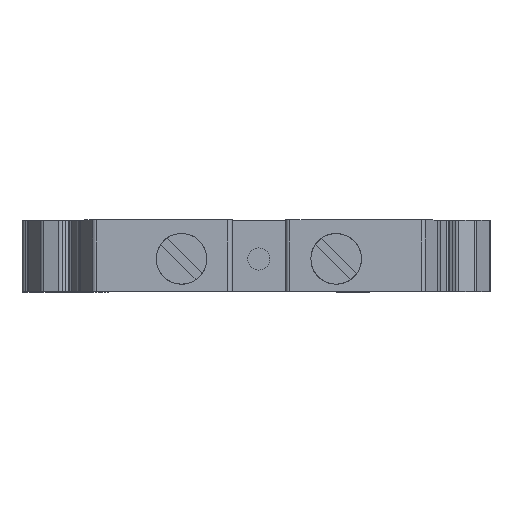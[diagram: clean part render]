
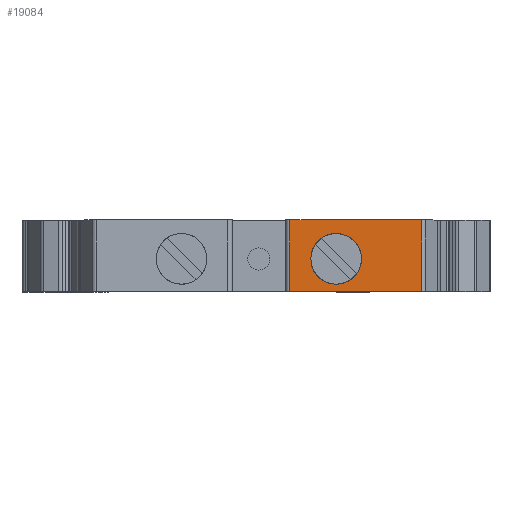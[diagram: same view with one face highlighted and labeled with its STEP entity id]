
A CAD part, top view. The second image highlights one B-rep face of the part: STEP entity #19084.
In plain terms, the highlighted planar face has unit normal (0, 0, 1).
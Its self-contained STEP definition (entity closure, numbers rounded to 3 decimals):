
#248 = DIRECTION ( 'NONE',  ( 0., -1., 0. ) ) ;
#422 = AXIS2_PLACEMENT_3D ( 'NONE', #7018, #19570, #16861 ) ;
#1156 = LINE ( 'NONE', #4309, #16921 ) ;
#1992 = VERTEX_POINT ( 'NONE', #31139 ) ;
#3150 = VECTOR ( 'NONE', #5948, 1000. ) ;
#3338 = CARTESIAN_POINT ( 'NONE',  ( -11.5, 3.625, 55.549 ) ) ;
#3795 = CIRCLE ( 'NONE', #8103, 2.85 ) ;
#3850 = ORIENTED_EDGE ( 'NONE', *, *, #18405, .F. ) ;
#3869 = VERTEX_POINT ( 'NONE', #18613 ) ;
#4309 = CARTESIAN_POINT ( 'NONE',  ( -5.8, 0., 55.549 ) ) ;
#4949 = VERTEX_POINT ( 'NONE', #3338 ) ;
#5596 = ORIENTED_EDGE ( 'NONE', *, *, #23131, .F. ) ;
#5948 = DIRECTION ( 'NONE',  ( 0., -1., 0. ) ) ;
#6442 = VECTOR ( 'NONE', #248, 1000. ) ;
#7018 = CARTESIAN_POINT ( 'NONE',  ( -8.65, 3.625, 55.549 ) ) ;
#7116 = EDGE_CURVE ( 'NONE', #1992, #13028, #1156, .T. ) ;
#7648 = CARTESIAN_POINT ( 'NONE',  ( 0.961, 6., 55.549 ) ) ;
#8103 = AXIS2_PLACEMENT_3D ( 'NONE', #18804, #28993, #16745 ) ;
#8209 = EDGE_CURVE ( 'NONE', #9109, #18633, #27879, .T. ) ;
#9019 = CARTESIAN_POINT ( 'NONE',  ( 0.961, 8., 55.549 ) ) ;
#9103 = PLANE ( 'NONE',  #19389 ) ;
#9109 = VERTEX_POINT ( 'NONE', #28957 ) ;
#10954 = ORIENTED_EDGE ( 'NONE', *, *, #29508, .F. ) ;
#11793 = CARTESIAN_POINT ( 'NONE',  ( -13.85, 6., 55.549 ) ) ;
#13028 = VERTEX_POINT ( 'NONE', #25792 ) ;
#13447 = DIRECTION ( 'NONE',  ( 0., -1., 0. ) ) ;
#13524 = ORIENTED_EDGE ( 'NONE', *, *, #7116, .T. ) ;
#14752 = ORIENTED_EDGE ( 'NONE', *, *, #8209, .F. ) ;
#16462 = CARTESIAN_POINT ( 'NONE',  ( -5.8, 6., 55.549 ) ) ;
#16683 = DIRECTION ( 'NONE',  ( 1., 0., 0. ) ) ;
#16745 = DIRECTION ( 'NONE',  ( 1., 0., 0. ) ) ;
#16861 = DIRECTION ( 'NONE',  ( 1., 0., 0. ) ) ;
#16921 = VECTOR ( 'NONE', #16683, 1000. ) ;
#18405 = EDGE_CURVE ( 'NONE', #3869, #4949, #3795, .T. ) ;
#18613 = CARTESIAN_POINT ( 'NONE',  ( -5.8, 3.625, 55.549 ) ) ;
#18633 = VERTEX_POINT ( 'NONE', #9019 ) ;
#18804 = CARTESIAN_POINT ( 'NONE',  ( -8.65, 3.625, 55.549 ) ) ;
#19084 = ADVANCED_FACE ( 'NONE', ( #31575, #19175 ), #9103, .F. ) ;
#19175 = FACE_BOUND ( 'NONE', #29821, .T. ) ;
#19389 = AXIS2_PLACEMENT_3D ( 'NONE', #16462, #26870, #13447 ) ;
#19570 = DIRECTION ( 'NONE',  ( 0., 0., 1. ) ) ;
#19894 = EDGE_LOOP ( 'NONE', ( #13524, #5596, #14752, #29773 ) ) ;
#20866 = LINE ( 'NONE', #7648, #6442 ) ;
#23131 = EDGE_CURVE ( 'NONE', #18633, #13028, #20866, .T. ) ;
#23878 = LINE ( 'NONE', #11793, #3150 ) ;
#23946 = CIRCLE ( 'NONE', #422, 2.85 ) ;
#25225 = DIRECTION ( 'NONE',  ( 1., 0., 0. ) ) ;
#25792 = CARTESIAN_POINT ( 'NONE',  ( 0.961, 0., 55.549 ) ) ;
#26870 = DIRECTION ( 'NONE',  ( 0., 0., -1. ) ) ;
#27879 = LINE ( 'NONE', #30212, #30297 ) ;
#28957 = CARTESIAN_POINT ( 'NONE',  ( -13.85, 8., 55.549 ) ) ;
#28993 = DIRECTION ( 'NONE',  ( 0., 0., 1. ) ) ;
#29508 = EDGE_CURVE ( 'NONE', #4949, #3869, #23946, .T. ) ;
#29773 = ORIENTED_EDGE ( 'NONE', *, *, #31181, .T. ) ;
#29821 = EDGE_LOOP ( 'NONE', ( #3850, #10954 ) ) ;
#30212 = CARTESIAN_POINT ( 'NONE',  ( -13.85, 8., 55.549 ) ) ;
#30297 = VECTOR ( 'NONE', #25225, 1000. ) ;
#31139 = CARTESIAN_POINT ( 'NONE',  ( -13.85, 0., 55.549 ) ) ;
#31181 = EDGE_CURVE ( 'NONE', #9109, #1992, #23878, .T. ) ;
#31575 = FACE_OUTER_BOUND ( 'NONE', #19894, .T. ) ;
